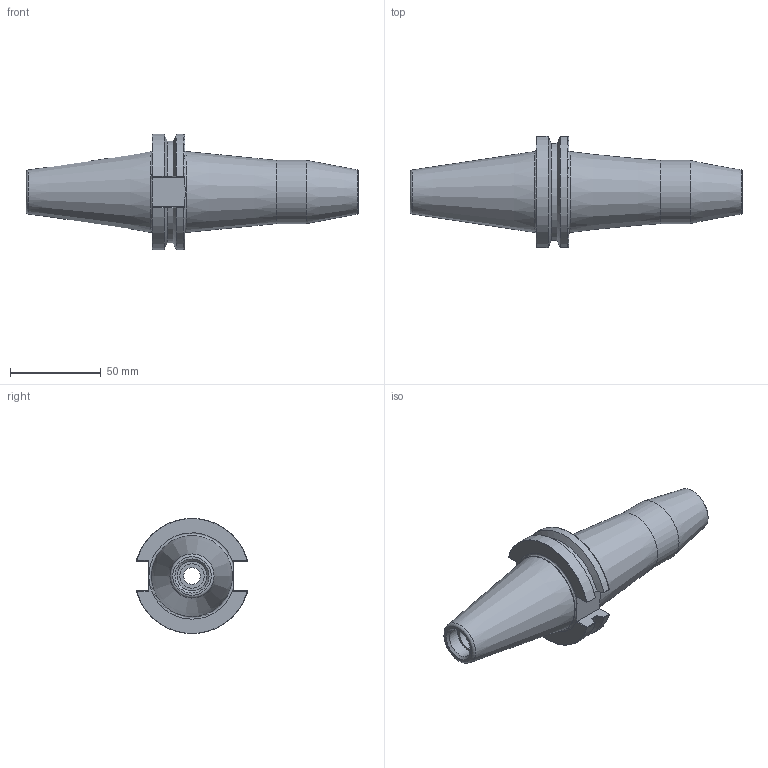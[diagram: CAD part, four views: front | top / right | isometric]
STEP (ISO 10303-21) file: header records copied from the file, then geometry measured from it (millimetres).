
FILE_DESCRIPTION(/* description */ (''),/* implementation_level */ '2;1');
FILE_NAME(/* name */ 'CAT40-SF.625-4.5DT.step',/* time_stamp */ '2026-02-20T17:12:23-06:00',/* author */ (''),/* organization */ (''),/* preprocessor_version */ 'ST-DEVELOPER v20.1',/* originating_system */ 'Autodesk Translation Framework v14.24.0.0',/* authorisation */ '');
FILE_SCHEMA (('AUTOMOTIVE_DESIGN { 1 0 10303 214 3 1 1 }'));
Length unit declared in the file: inch
Products named in the file (3): CAT40 Dual Contact Template; CAT40 Dual Contact 2.69 v1; CAT40 EM20-63
Assembly tree (2 placements, depth 2):
  CAT40 Dual Contact Template
    CAT40 Dual Contact 2.69 v1
    CAT40 EM20-63
Bounding box: 182.63 x 61.14 x 63.26 mm (x, y, z)
Volume: 185243.9 mm3; surface area: 34184.1 mm2
Topology: 1 solids, 1 shells, 83 faces, 220 edges, 141 vertices
Faces by surface type: plane 32, bspline 16, cone 14, cylinder 14, torus 7
Full cylindrical faces by diameter (mm): 9.271 x1, 11.112 x1, 13.386 x1, 15.875 x1, 16.256 x1, 17.399 x1, 34.798 x1, 44.45 x1
Entity records: 3258 total; most frequent: CARTESIAN_POINT 1204, ORIENTED_EDGE 438, DIRECTION 374, EDGE_CURVE 219, VERTEX_POINT 141, AXIS2_PLACEMENT_3D 131, LINE 112, VECTOR 112
